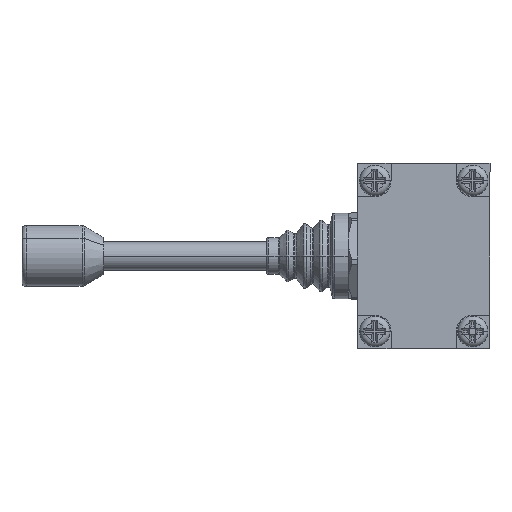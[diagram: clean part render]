
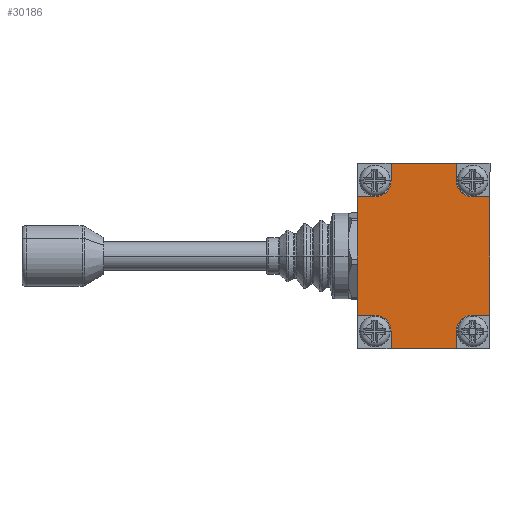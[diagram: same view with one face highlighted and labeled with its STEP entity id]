
A CAD part, left-side view. The second image highlights one B-rep face of the part: STEP entity #30186.
In plain terms, the highlighted face is planar.
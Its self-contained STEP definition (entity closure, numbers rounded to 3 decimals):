
#3555 = AXIS2_PLACEMENT_3D ( 'NONE', #27401, #27402, #27403 ) ;
#4621 = FACE_OUTER_BOUND ( 'NONE', #8652, .T. ) ;
#5546 = VERTEX_POINT ( 'NONE', #15130 ) ;
#5576 = VERTEX_POINT ( 'NONE', #15154 ) ;
#5583 = VERTEX_POINT ( 'NONE', #15161 ) ;
#5598 = VERTEX_POINT ( 'NONE', #15175 ) ;
#5713 = VERTEX_POINT ( 'NONE', #15288 ) ;
#5722 = VERTEX_POINT ( 'NONE', #15297 ) ;
#5742 = VERTEX_POINT ( 'NONE', #15318 ) ;
#5816 = VERTEX_POINT ( 'NONE', #15390 ) ;
#5829 = VERTEX_POINT ( 'NONE', #15401 ) ;
#5860 = VERTEX_POINT ( 'NONE', #15431 ) ;
#5891 = VERTEX_POINT ( 'NONE', #15481 ) ;
#5892 = VERTEX_POINT ( 'NONE', #15482 ) ;
#6930 = EDGE_CURVE ( 'NONE', #5816, #5722, #13428, .T. ) ;
#6939 = EDGE_CURVE ( 'NONE', #5742, #5546, #13446, .T. ) ;
#6944 = EDGE_CURVE ( 'NONE', #5829, #9370, #13456, .T. ) ;
#6950 = EDGE_CURVE ( 'NONE', #5583, #5598, #13468, .T. ) ;
#6956 = EDGE_CURVE ( 'NONE', #5583, #5860, #13480, .T. ) ;
#6957 = EDGE_CURVE ( 'NONE', #9371, #5598, #13482, .T. ) ;
#6958 = EDGE_CURVE ( 'NONE', #5891, #9371, #13485, .T. ) ;
#6959 = EDGE_CURVE ( 'NONE', #5829, #5891, #13484, .T. ) ;
#6960 = EDGE_CURVE ( 'NONE', #9406, #9370, #13487, .T. ) ;
#6961 = EDGE_CURVE ( 'NONE', #5713, #9406, #13490, .T. ) ;
#6962 = EDGE_CURVE ( 'NONE', #5742, #5713, #13489, .T. ) ;
#6963 = EDGE_CURVE ( 'NONE', #5892, #5546, #13492, .T. ) ;
#6964 = EDGE_CURVE ( 'NONE', #5576, #5892, #13495, .T. ) ;
#6965 = EDGE_CURVE ( 'NONE', #5816, #5576, #13494, .T. ) ;
#6966 = EDGE_CURVE ( 'NONE', #9351, #5722, #13497, .T. ) ;
#6967 = EDGE_CURVE ( 'NONE', #5860, #9351, #13500, .T. ) ;
#8652 = EDGE_LOOP ( 'NONE', ( #22529, #22530, #22531, #22532, #22533, #22534, #22535, #22536, #22537, #22538, #22539, #22540, #22541, #22542, #22543, #22544 ) ) ;
#9351 = VERTEX_POINT ( 'NONE', #16163 ) ;
#9370 = VERTEX_POINT ( 'NONE', #16173 ) ;
#9371 = VERTEX_POINT ( 'NONE', #16174 ) ;
#9406 = VERTEX_POINT ( 'NONE', #16193 ) ;
#13428 = LINE ( 'NONE', #17947, #13429 ) ;
#13429 = VECTOR ( 'NONE', #17948, 1000. ) ;
#13446 = LINE ( 'NONE', #17965, #13447 ) ;
#13447 = VECTOR ( 'NONE', #17966, 1000. ) ;
#13456 = LINE ( 'NONE', #17975, #13457 ) ;
#13457 = VECTOR ( 'NONE', #17976, 1000. ) ;
#13468 = LINE ( 'NONE', #17987, #13469 ) ;
#13469 = VECTOR ( 'NONE', #17988, 1000. ) ;
#13480 = LINE ( 'NONE', #17999, #13481 ) ;
#13481 = VECTOR ( 'NONE', #18000, 1000. ) ;
#13482 = LINE ( 'NONE', #18001, #13483 ) ;
#13483 = VECTOR ( 'NONE', #18002, 1000. ) ;
#13484 = LINE ( 'NONE', #18006, #13486 ) ;
#13485 = CIRCLE ( 'NONE', #19772, 4. ) ;
#13486 = VECTOR ( 'NONE', #18007, 1000. ) ;
#13487 = LINE ( 'NONE', #18008, #13488 ) ;
#13488 = VECTOR ( 'NONE', #18009, 1000. ) ;
#13489 = LINE ( 'NONE', #18013, #13491 ) ;
#13490 = CIRCLE ( 'NONE', #19773, 4. ) ;
#13491 = VECTOR ( 'NONE', #18014, 1000. ) ;
#13492 = LINE ( 'NONE', #18015, #13493 ) ;
#13493 = VECTOR ( 'NONE', #18016, 1000. ) ;
#13494 = LINE ( 'NONE', #18020, #13496 ) ;
#13495 = CIRCLE ( 'NONE', #19774, 4. ) ;
#13496 = VECTOR ( 'NONE', #18021, 1000. ) ;
#13497 = LINE ( 'NONE', #18022, #13498 ) ;
#13498 = VECTOR ( 'NONE', #18023, 1000. ) ;
#13500 = CIRCLE ( 'NONE', #19775, 4. ) ;
#15130 = CARTESIAN_POINT ( 'NONE',  ( -8., 45.5, 0. ) ) ;
#15154 = CARTESIAN_POINT ( 'NONE',  ( -12., 37.25, 0. ) ) ;
#15161 = CARTESIAN_POINT ( 'NONE',  ( -8., 0., 0. ) ) ;
#15175 = CARTESIAN_POINT ( 'NONE',  ( 8., 0., 0. ) ) ;
#15288 = CARTESIAN_POINT ( 'NONE',  ( 8., 41.25, 0. ) ) ;
#15297 = CARTESIAN_POINT ( 'NONE',  ( -16.25, 8.25, 0. ) ) ;
#15318 = CARTESIAN_POINT ( 'NONE',  ( 8., 45.5, 0. ) ) ;
#15390 = CARTESIAN_POINT ( 'NONE',  ( -16.25, 37.25, 0. ) ) ;
#15401 = CARTESIAN_POINT ( 'NONE',  ( 16.25, 8.25, 0. ) ) ;
#15431 = CARTESIAN_POINT ( 'NONE',  ( -8., 4.25, 0. ) ) ;
#15481 = CARTESIAN_POINT ( 'NONE',  ( 12., 8.25, 0. ) ) ;
#15482 = CARTESIAN_POINT ( 'NONE',  ( -8., 41.25, 0. ) ) ;
#16163 = CARTESIAN_POINT ( 'NONE',  ( -12., 8.25, 0. ) ) ;
#16173 = CARTESIAN_POINT ( 'NONE',  ( 16.25, 37.25, 0. ) ) ;
#16174 = CARTESIAN_POINT ( 'NONE',  ( 8., 4.25, 0. ) ) ;
#16193 = CARTESIAN_POINT ( 'NONE',  ( 12., 37.25, 0. ) ) ;
#17947 = CARTESIAN_POINT ( 'NONE',  ( -16.25, 45.5, 0. ) ) ;
#17948 = DIRECTION ( 'NONE',  ( 0., -1., 0. ) ) ;
#17965 = CARTESIAN_POINT ( 'NONE',  ( -16.25, 45.5, 0. ) ) ;
#17966 = DIRECTION ( 'NONE',  ( -1., 0., 0. ) ) ;
#17975 = CARTESIAN_POINT ( 'NONE',  ( 16.25, 45.5, 0. ) ) ;
#17976 = DIRECTION ( 'NONE',  ( 0., 1., 0. ) ) ;
#17987 = CARTESIAN_POINT ( 'NONE',  ( -16.25, 0., 0. ) ) ;
#17988 = DIRECTION ( 'NONE',  ( 1., 0., 0. ) ) ;
#17999 = CARTESIAN_POINT ( 'NONE',  ( -8., 4.25, 0. ) ) ;
#18000 = DIRECTION ( 'NONE',  ( 0., 1., 0. ) ) ;
#18001 = CARTESIAN_POINT ( 'NONE',  ( 8., 4.25, 0. ) ) ;
#18002 = DIRECTION ( 'NONE',  ( 0., -1., 0. ) ) ;
#18003 = CARTESIAN_POINT ( 'NONE',  ( 12., 4.25, 0. ) ) ;
#18004 = DIRECTION ( 'NONE',  ( 0., 0., 1. ) ) ;
#18005 = DIRECTION ( 'NONE',  ( 1., 0., 0. ) ) ;
#18006 = CARTESIAN_POINT ( 'NONE',  ( 12., 8.25, 0. ) ) ;
#18007 = DIRECTION ( 'NONE',  ( -1., 0., 0. ) ) ;
#18008 = CARTESIAN_POINT ( 'NONE',  ( 12., 37.25, 0. ) ) ;
#18009 = DIRECTION ( 'NONE',  ( 1., 0., 0. ) ) ;
#18010 = CARTESIAN_POINT ( 'NONE',  ( 12., 41.25, 0. ) ) ;
#18011 = DIRECTION ( 'NONE',  ( 0., 0., 1. ) ) ;
#18012 = DIRECTION ( 'NONE',  ( -1., 0., 0. ) ) ;
#18013 = CARTESIAN_POINT ( 'NONE',  ( 8., 41.25, 0. ) ) ;
#18014 = DIRECTION ( 'NONE',  ( 0., -1., 0. ) ) ;
#18015 = CARTESIAN_POINT ( 'NONE',  ( -8., 41.25, 0. ) ) ;
#18016 = DIRECTION ( 'NONE',  ( 0., 1., 0. ) ) ;
#18017 = CARTESIAN_POINT ( 'NONE',  ( -12., 41.25, 0. ) ) ;
#18018 = DIRECTION ( 'NONE',  ( 0., 0., 1. ) ) ;
#18019 = DIRECTION ( 'NONE',  ( 1., 0., 0. ) ) ;
#18020 = CARTESIAN_POINT ( 'NONE',  ( -12., 37.25, 0. ) ) ;
#18021 = DIRECTION ( 'NONE',  ( 1., 0., 0. ) ) ;
#18022 = CARTESIAN_POINT ( 'NONE',  ( -12., 8.25, 0. ) ) ;
#18023 = DIRECTION ( 'NONE',  ( -1., 0., 0. ) ) ;
#18024 = CARTESIAN_POINT ( 'NONE',  ( -12., 4.25, 0. ) ) ;
#18025 = DIRECTION ( 'NONE',  ( 0., 0., 1. ) ) ;
#18026 = DIRECTION ( 'NONE',  ( -1., 0., 0. ) ) ;
#19772 = AXIS2_PLACEMENT_3D ( 'NONE', #18003, #18004, #18005 ) ;
#19773 = AXIS2_PLACEMENT_3D ( 'NONE', #18010, #18011, #18012 ) ;
#19774 = AXIS2_PLACEMENT_3D ( 'NONE', #18017, #18018, #18019 ) ;
#19775 = AXIS2_PLACEMENT_3D ( 'NONE', #18024, #18025, #18026 ) ;
#22529 = ORIENTED_EDGE ( 'NONE', *, *, #6956, .F. ) ;
#22530 = ORIENTED_EDGE ( 'NONE', *, *, #6950, .T. ) ;
#22531 = ORIENTED_EDGE ( 'NONE', *, *, #6957, .F. ) ;
#22532 = ORIENTED_EDGE ( 'NONE', *, *, #6958, .F. ) ;
#22533 = ORIENTED_EDGE ( 'NONE', *, *, #6959, .F. ) ;
#22534 = ORIENTED_EDGE ( 'NONE', *, *, #6944, .T. ) ;
#22535 = ORIENTED_EDGE ( 'NONE', *, *, #6960, .F. ) ;
#22536 = ORIENTED_EDGE ( 'NONE', *, *, #6961, .F. ) ;
#22537 = ORIENTED_EDGE ( 'NONE', *, *, #6962, .F. ) ;
#22538 = ORIENTED_EDGE ( 'NONE', *, *, #6939, .T. ) ;
#22539 = ORIENTED_EDGE ( 'NONE', *, *, #6963, .F. ) ;
#22540 = ORIENTED_EDGE ( 'NONE', *, *, #6964, .F. ) ;
#22541 = ORIENTED_EDGE ( 'NONE', *, *, #6965, .F. ) ;
#22542 = ORIENTED_EDGE ( 'NONE', *, *, #6930, .T. ) ;
#22543 = ORIENTED_EDGE ( 'NONE', *, *, #6966, .F. ) ;
#22544 = ORIENTED_EDGE ( 'NONE', *, *, #6967, .F. ) ;
#27400 = PLANE ( 'NONE',  #3555 ) ;
#27401 = CARTESIAN_POINT ( 'NONE',  ( -16.25, 0., 0. ) ) ;
#27402 = DIRECTION ( 'NONE',  ( 0., 0., 1. ) ) ;
#27403 = DIRECTION ( 'NONE',  ( 1., 0., 0. ) ) ;
#30186 = ADVANCED_FACE ( 'NONE', ( #4621 ), #27400, .T. ) ;
